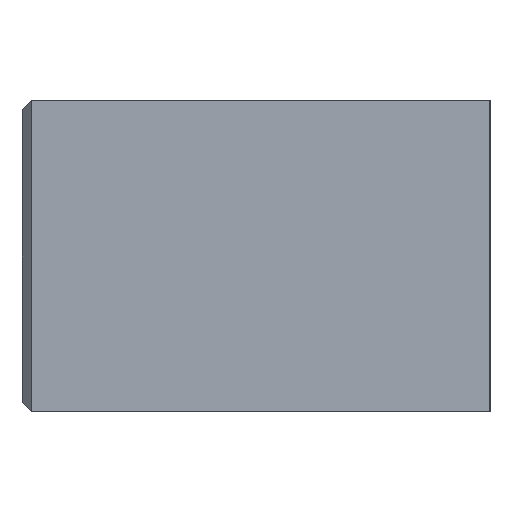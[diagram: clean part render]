
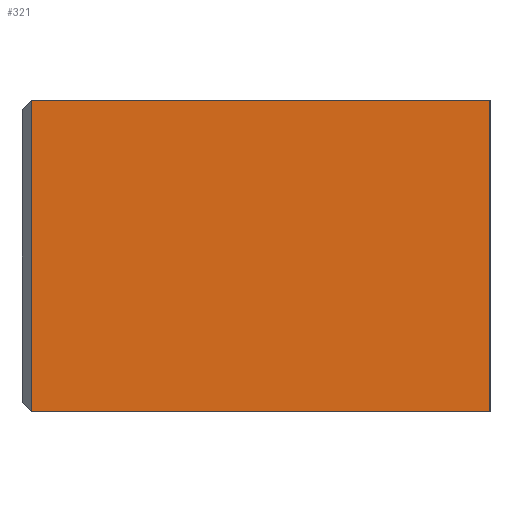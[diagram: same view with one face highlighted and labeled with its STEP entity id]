
A CAD part, left-side view. The second image highlights one B-rep face of the part: STEP entity #321.
In plain terms, the highlighted planar face has unit normal (-1, 0, 0).
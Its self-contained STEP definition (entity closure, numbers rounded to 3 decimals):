
#32 = LINE ( 'NONE', #836, #1053 ) ;
#58 = CARTESIAN_POINT ( 'NONE',  ( -10., 2.3, -6.65 ) ) ;
#63 = DIRECTION ( 'NONE',  ( 0., 0., 1. ) ) ;
#120 = VERTEX_POINT ( 'NONE', #872 ) ;
#125 = VECTOR ( 'NONE', #1025, 1000. ) ;
#162 = LINE ( 'NONE', #209, #318 ) ;
#164 = CARTESIAN_POINT ( 'NONE',  ( -10., 9.8, 0. ) ) ;
#209 = CARTESIAN_POINT ( 'NONE',  ( -10., 9.8, -6.65 ) ) ;
#223 = ORIENTED_EDGE ( 'NONE', *, *, #304, .T. ) ;
#280 = LINE ( 'NONE', #58, #1060 ) ;
#304 = EDGE_CURVE ( 'NONE', #120, #983, #280, .T. ) ;
#318 = VECTOR ( 'NONE', #846, 1000. ) ;
#321 = ADVANCED_FACE ( 'NONE', ( #652 ), #1018, .F. ) ;
#341 = EDGE_LOOP ( 'NONE', ( #966, #1123, #223, #783 ) ) ;
#366 = CARTESIAN_POINT ( 'NONE',  ( -10., 2.3, 0. ) ) ;
#375 = EDGE_CURVE ( 'NONE', #1125, #628, #572, .T. ) ;
#402 = AXIS2_PLACEMENT_3D ( 'NONE', #644, #1193, #63 ) ;
#497 = CARTESIAN_POINT ( 'NONE',  ( -10., 0., -6.65 ) ) ;
#572 = LINE ( 'NONE', #366, #125 ) ;
#628 = VERTEX_POINT ( 'NONE', #714 ) ;
#644 = CARTESIAN_POINT ( 'NONE',  ( -10., 2.3, 0. ) ) ;
#652 = FACE_OUTER_BOUND ( 'NONE', #341, .T. ) ;
#714 = CARTESIAN_POINT ( 'NONE',  ( -10., 0., 0. ) ) ;
#783 = ORIENTED_EDGE ( 'NONE', *, *, #1137, .F. ) ;
#836 = CARTESIAN_POINT ( 'NONE',  ( -10., 0., 0. ) ) ;
#846 = DIRECTION ( 'NONE',  ( 0., 0., -1. ) ) ;
#872 = CARTESIAN_POINT ( 'NONE',  ( -10., 9.8, -6.65 ) ) ;
#966 = ORIENTED_EDGE ( 'NONE', *, *, #375, .F. ) ;
#983 = VERTEX_POINT ( 'NONE', #497 ) ;
#1005 = EDGE_CURVE ( 'NONE', #1125, #120, #162, .T. ) ;
#1010 = DIRECTION ( 'NONE',  ( 0., -1., 0. ) ) ;
#1018 = PLANE ( 'NONE',  #402 ) ;
#1025 = DIRECTION ( 'NONE',  ( 0., -1., 0. ) ) ;
#1026 = DIRECTION ( 'NONE',  ( 0., 0., -1. ) ) ;
#1053 = VECTOR ( 'NONE', #1026, 1000. ) ;
#1060 = VECTOR ( 'NONE', #1010, 1000. ) ;
#1123 = ORIENTED_EDGE ( 'NONE', *, *, #1005, .T. ) ;
#1125 = VERTEX_POINT ( 'NONE', #164 ) ;
#1137 = EDGE_CURVE ( 'NONE', #628, #983, #32, .T. ) ;
#1193 = DIRECTION ( 'NONE',  ( 1., 0., 0. ) ) ;
